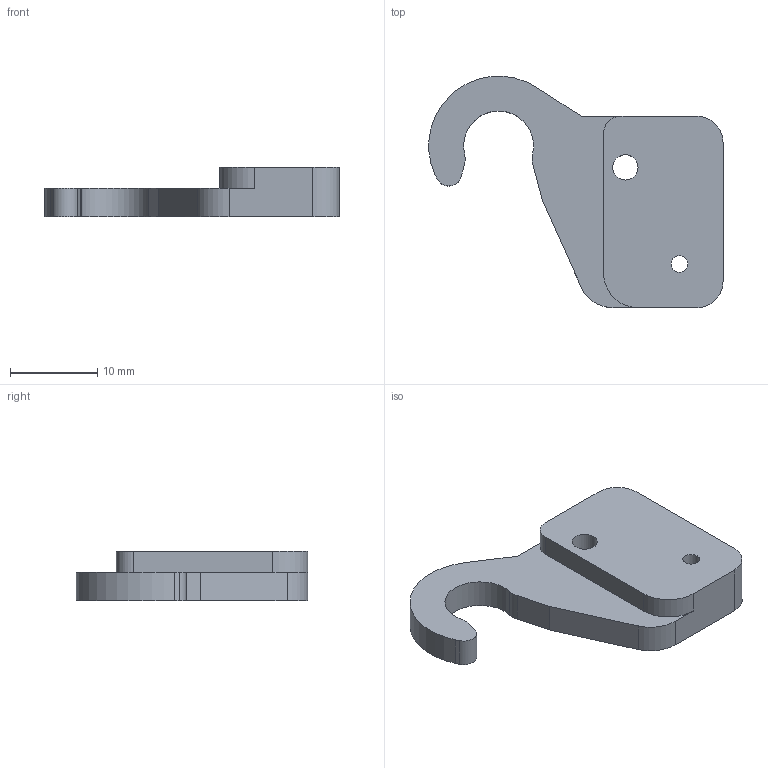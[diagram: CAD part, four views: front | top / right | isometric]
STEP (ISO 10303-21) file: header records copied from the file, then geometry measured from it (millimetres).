
FILE_DESCRIPTION(/* description */ (''),/* implementation_level */ '2;1');
FILE_NAME(/* name */ 'hook-brace-a.step',/* time_stamp */ '2023-09-13T07:28:46-04:00',/* author */ (''),/* organization */ (''),/* preprocessor_version */ 'ST-DEVELOPER v20',/* originating_system */ 'Autodesk Translation Framework v12.9.0.99',/* authorisation */ '');
FILE_SCHEMA (('AUTOMOTIVE_DESIGN { 1 0 10303 214 3 1 1 }'));
Length unit declared in the file: millimetre
Products named in the file (1): hook-brace
Bounding box: 33.65 x 26.49 x 5.72 mm (x, y, z)
Volume: 2311 mm3; surface area: 1618.6 mm2
Topology: 1 solids, 1 shells, 24 faces, 66 edges, 44 vertices
Faces by surface type: plane 11, cylinder 11, bspline 2
Full cylindrical faces by diameter (mm): 1.9 x1, 2.9 x1
Entity records: 880 total; most frequent: CARTESIAN_POINT 209, ORIENTED_EDGE 132, DIRECTION 130, EDGE_CURVE 66, AXIS2_PLACEMENT_3D 45, VERTEX_POINT 44, LINE 40, VECTOR 40
